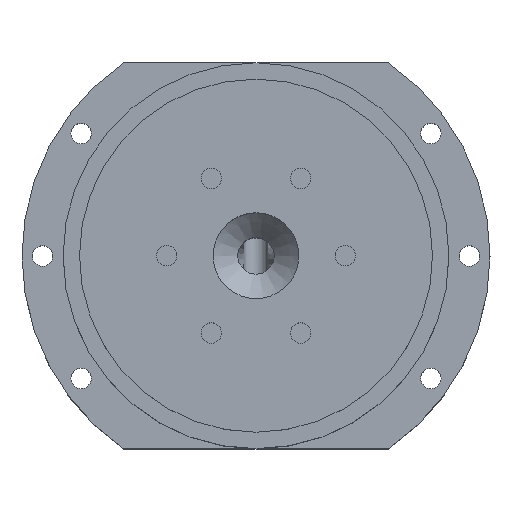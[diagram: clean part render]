
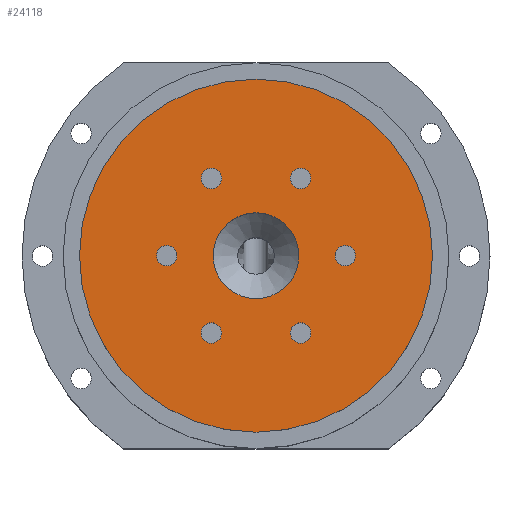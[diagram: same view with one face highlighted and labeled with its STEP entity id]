
A CAD part, top view. The second image highlights one B-rep face of the part: STEP entity #24118.
In plain terms, the highlighted planar face has unit normal (0, 0, 1).
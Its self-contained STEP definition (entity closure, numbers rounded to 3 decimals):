
#765=FACE_BOUND('',#4296,.T.);
#766=FACE_BOUND('',#4297,.T.);
#767=FACE_BOUND('',#4298,.T.);
#768=FACE_BOUND('',#4299,.T.);
#769=FACE_BOUND('',#4300,.T.);
#770=FACE_BOUND('',#4301,.T.);
#771=FACE_BOUND('',#4302,.T.);
#1255=PLANE('',#27437);
#2586=FACE_OUTER_BOUND('',#4295,.T.);
#4295=EDGE_LOOP('',(#21861));
#4296=EDGE_LOOP('',(#21862));
#4297=EDGE_LOOP('',(#21863));
#4298=EDGE_LOOP('',(#21864));
#4299=EDGE_LOOP('',(#21865));
#4300=EDGE_LOOP('',(#21866));
#4301=EDGE_LOOP('',(#21867));
#4302=EDGE_LOOP('',(#21868));
#9350=CIRCLE('',#27436,43.);
#9351=CIRCLE('',#27438,2.5);
#9352=CIRCLE('',#27439,2.5);
#9353=CIRCLE('',#27440,10.45);
#9354=CIRCLE('',#27441,2.5);
#9355=CIRCLE('',#27442,2.5);
#9356=CIRCLE('',#27443,2.5);
#9357=CIRCLE('',#27444,2.5);
#11650=VERTEX_POINT('',#50629);
#11651=VERTEX_POINT('',#50633);
#11652=VERTEX_POINT('',#50635);
#11653=VERTEX_POINT('',#50637);
#11654=VERTEX_POINT('',#50639);
#11655=VERTEX_POINT('',#50641);
#11656=VERTEX_POINT('',#50643);
#11657=VERTEX_POINT('',#50645);
#15059=EDGE_CURVE('',#11650,#11650,#9350,.T.);
#15061=EDGE_CURVE('',#11651,#11651,#9351,.T.);
#15062=EDGE_CURVE('',#11652,#11652,#9352,.T.);
#15063=EDGE_CURVE('',#11653,#11653,#9353,.T.);
#15064=EDGE_CURVE('',#11654,#11654,#9354,.T.);
#15065=EDGE_CURVE('',#11655,#11655,#9355,.T.);
#15066=EDGE_CURVE('',#11656,#11656,#9356,.T.);
#15067=EDGE_CURVE('',#11657,#11657,#9357,.T.);
#21861=ORIENTED_EDGE('',*,*,#15059,.T.);
#21862=ORIENTED_EDGE('',*,*,#15061,.T.);
#21863=ORIENTED_EDGE('',*,*,#15062,.T.);
#21864=ORIENTED_EDGE('',*,*,#15063,.T.);
#21865=ORIENTED_EDGE('',*,*,#15064,.T.);
#21866=ORIENTED_EDGE('',*,*,#15065,.T.);
#21867=ORIENTED_EDGE('',*,*,#15066,.T.);
#21868=ORIENTED_EDGE('',*,*,#15067,.T.);
#24118=ADVANCED_FACE('',(#2586,#765,#766,#767,#768,#769,#770,#771),#1255,
 .T.);
#27436=AXIS2_PLACEMENT_3D('',#50630,#35249,#35250);
#27437=AXIS2_PLACEMENT_3D('',#50632,#35252,#35253);
#27438=AXIS2_PLACEMENT_3D('',#50634,#35254,#35255);
#27439=AXIS2_PLACEMENT_3D('',#50636,#35256,#35257);
#27440=AXIS2_PLACEMENT_3D('',#50638,#35258,#35259);
#27441=AXIS2_PLACEMENT_3D('',#50640,#35260,#35261);
#27442=AXIS2_PLACEMENT_3D('',#50642,#35262,#35263);
#27443=AXIS2_PLACEMENT_3D('',#50644,#35264,#35265);
#27444=AXIS2_PLACEMENT_3D('',#50646,#35266,#35267);
#35249=DIRECTION('center_axis',(0.,0.,1.));
#35250=DIRECTION('ref_axis',(-1.,0.,0.));
#35252=DIRECTION('center_axis',(0.,0.,1.));
#35253=DIRECTION('ref_axis',(-1.,0.,0.));
#35254=DIRECTION('center_axis',(0.,0.,-1.));
#35255=DIRECTION('ref_axis',(-1.,0.,0.));
#35256=DIRECTION('center_axis',(0.,0.,-1.));
#35257=DIRECTION('ref_axis',(-1.,0.,0.));
#35258=DIRECTION('center_axis',(0.,0.,-1.));
#35259=DIRECTION('ref_axis',(-1.,0.,0.));
#35260=DIRECTION('center_axis',(0.,0.,-1.));
#35261=DIRECTION('ref_axis',(-1.,0.,0.));
#35262=DIRECTION('center_axis',(0.,0.,-1.));
#35263=DIRECTION('ref_axis',(-1.,0.,0.));
#35264=DIRECTION('center_axis',(0.,0.,-1.));
#35265=DIRECTION('ref_axis',(-1.,0.,0.));
#35266=DIRECTION('center_axis',(0.,0.,-1.));
#35267=DIRECTION('ref_axis',(-1.,0.,0.));
#50629=CARTESIAN_POINT('',(43.,0.,18.477));
#50630=CARTESIAN_POINT('Origin',(0.,0.,
18.477));
#50632=CARTESIAN_POINT('Origin',(0.,0.,
18.477));
#50633=CARTESIAN_POINT('',(13.375,18.836,18.477));
#50634=CARTESIAN_POINT('Origin',(10.875,18.836,18.477));
#50635=CARTESIAN_POINT('',(13.375,-18.836,18.477));
#50636=CARTESIAN_POINT('Origin',(10.875,-18.836,18.477));
#50637=CARTESIAN_POINT('',(10.45,0.,18.477));
#50638=CARTESIAN_POINT('Origin',(0.,0.,
18.477));
#50639=CARTESIAN_POINT('',(-8.375,18.836,18.477));
#50640=CARTESIAN_POINT('Origin',(-10.875,18.836,18.477));
#50641=CARTESIAN_POINT('',(-8.375,-18.836,18.477));
#50642=CARTESIAN_POINT('Origin',(-10.875,-18.836,18.477));
#50643=CARTESIAN_POINT('',(-19.25,0.,18.477));
#50644=CARTESIAN_POINT('Origin',(-21.75,0.,
18.477));
#50645=CARTESIAN_POINT('',(24.25,0.,18.477));
#50646=CARTESIAN_POINT('Origin',(21.75,0.,
18.477));
